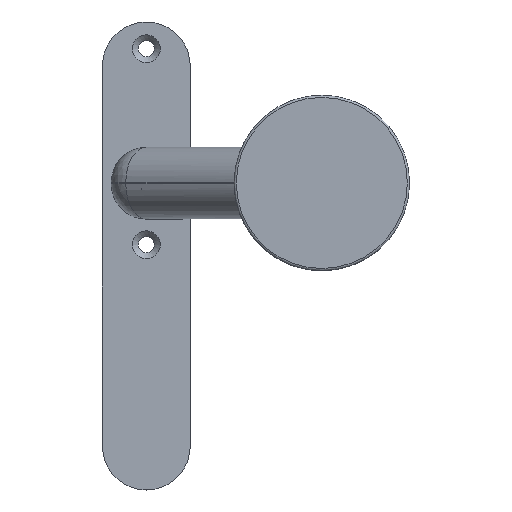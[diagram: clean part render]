
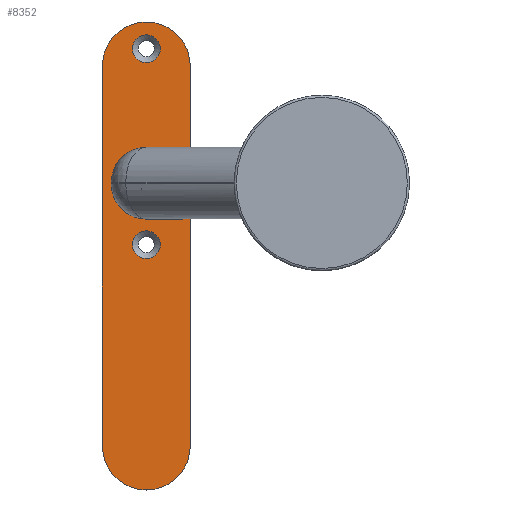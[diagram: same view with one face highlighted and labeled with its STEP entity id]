
A CAD part, top view. The second image highlights one B-rep face of the part: STEP entity #8352.
In plain terms, the highlighted planar face has unit normal (0, 0, 1).
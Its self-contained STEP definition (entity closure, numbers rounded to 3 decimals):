
#71 = EDGE_CURVE ( 'NONE', #13374, #13374, #914, .T. ) ;
#281 = CIRCLE ( 'NONE', #3910, 10.5 ) ;
#498 = LINE ( 'NONE', #5893, #12861 ) ;
#914 = CIRCLE ( 'NONE', #12179, 4.75 ) ;
#990 = FACE_BOUND ( 'NONE', #6038, .T. ) ;
#1254 = VERTEX_POINT ( 'NONE', #6568 ) ;
#1342 = CARTESIAN_POINT ( 'NONE',  ( 4.75, 70.85, 3.5 ) ) ;
#1532 = DIRECTION ( 'NONE',  ( 1., 0., 0. ) ) ;
#1542 = EDGE_CURVE ( 'NONE', #7626, #1955, #6926, .T. ) ;
#1708 = ORIENTED_EDGE ( 'NONE', *, *, #6340, .T. ) ;
#1795 = ORIENTED_EDGE ( 'NONE', *, *, #13421, .T. ) ;
#1803 = DIRECTION ( 'NONE',  ( 0., 0., 1. ) ) ;
#1840 = AXIS2_PLACEMENT_3D ( 'NONE', #13172, #1803, #9828 ) ;
#1940 = VECTOR ( 'NONE', #2854, 1000. ) ;
#1955 = VERTEX_POINT ( 'NONE', #10239 ) ;
#2351 = VERTEX_POINT ( 'NONE', #4097 ) ;
#2518 = CARTESIAN_POINT ( 'NONE',  ( 0., -65., 3.5 ) ) ;
#2553 = DIRECTION ( 'NONE',  ( 0., 1., 0. ) ) ;
#2854 = DIRECTION ( 'NONE',  ( 0., -1., 0. ) ) ;
#2861 = ORIENTED_EDGE ( 'NONE', *, *, #10326, .T. ) ;
#3068 = DIRECTION ( 'NONE',  ( 0., 0., -1. ) ) ;
#3522 = EDGE_LOOP ( 'NONE', ( #7658, #12325, #1708, #1795, #12616, #11668 ) ) ;
#3700 = CARTESIAN_POINT ( 'NONE',  ( 4.75, 3.85, 3.5 ) ) ;
#3808 = DIRECTION ( 'NONE',  ( 0., 0., 1. ) ) ;
#3821 = AXIS2_PLACEMENT_3D ( 'NONE', #7469, #3068, #7516 ) ;
#3910 = AXIS2_PLACEMENT_3D ( 'NONE', #6532, #5433, #9975 ) ;
#4020 = VERTEX_POINT ( 'NONE', #5977 ) ;
#4097 = CARTESIAN_POINT ( 'NONE',  ( 0., 80., 3.5 ) ) ;
#4701 = EDGE_LOOP ( 'NONE', ( #13774 ) ) ;
#4739 = CARTESIAN_POINT ( 'NONE',  ( 0., 65., 3.5 ) ) ;
#5052 = FACE_BOUND ( 'NONE', #4701, .T. ) ;
#5203 = VERTEX_POINT ( 'NONE', #11732 ) ;
#5433 = DIRECTION ( 'NONE',  ( 0., 0., 1. ) ) ;
#5893 = CARTESIAN_POINT ( 'NONE',  ( 15., 80., 3.5 ) ) ;
#5961 = VERTEX_POINT ( 'NONE', #1342 ) ;
#5977 = CARTESIAN_POINT ( 'NONE',  ( 10.5, 24.85, 3.5 ) ) ;
#6038 = EDGE_LOOP ( 'NONE', ( #2861 ) ) ;
#6188 = PLANE ( 'NONE',  #1840 ) ;
#6298 = ORIENTED_EDGE ( 'NONE', *, *, #71, .T. ) ;
#6340 = EDGE_CURVE ( 'NONE', #5203, #7762, #498, .T. ) ;
#6509 = CARTESIAN_POINT ( 'NONE',  ( 15., 65., 3.5 ) ) ;
#6532 = CARTESIAN_POINT ( 'NONE',  ( 0., 24.85, 3.5 ) ) ;
#6568 = CARTESIAN_POINT ( 'NONE',  ( -15., 65., 3.5 ) ) ;
#6881 = AXIS2_PLACEMENT_3D ( 'NONE', #10566, #3808, #11687 ) ;
#6926 = CIRCLE ( 'NONE', #14102, 15. ) ;
#7032 = EDGE_CURVE ( 'NONE', #1955, #5203, #7915, .T. ) ;
#7358 = FACE_BOUND ( 'NONE', #14232, .T. ) ;
#7469 = CARTESIAN_POINT ( 'NONE',  ( 0., 70.85, 3.5 ) ) ;
#7516 = DIRECTION ( 'NONE',  ( 1., 0., 0. ) ) ;
#7626 = VERTEX_POINT ( 'NONE', #10683 ) ;
#7658 = ORIENTED_EDGE ( 'NONE', *, *, #1542, .T. ) ;
#7762 = VERTEX_POINT ( 'NONE', #6509 ) ;
#7764 = CIRCLE ( 'NONE', #6881, 15. ) ;
#7915 = CIRCLE ( 'NONE', #11533, 15. ) ;
#8281 = DIRECTION ( 'NONE',  ( 0., 0., 1. ) ) ;
#8297 = CARTESIAN_POINT ( 'NONE',  ( -15., 80., 3.5 ) ) ;
#8352 = ADVANCED_FACE ( 'NONE', ( #7358, #990, #5052, #10002 ), #6188, .T. ) ;
#8430 = EDGE_CURVE ( 'NONE', #4020, #4020, #281, .T. ) ;
#8588 = CARTESIAN_POINT ( 'NONE',  ( 0., -65., 3.5 ) ) ;
#8801 = DIRECTION ( 'NONE',  ( 0., 0., 1. ) ) ;
#9088 = DIRECTION ( 'NONE',  ( 0., 0., -1. ) ) ;
#9828 = DIRECTION ( 'NONE',  ( 1., 0., 0. ) ) ;
#9975 = DIRECTION ( 'NONE',  ( 1., 0., 0. ) ) ;
#10002 = FACE_OUTER_BOUND ( 'NONE', #3522, .T. ) ;
#10221 = LINE ( 'NONE', #8297, #1940 ) ;
#10239 = CARTESIAN_POINT ( 'NONE',  ( 0., -80., 3.5 ) ) ;
#10258 = DIRECTION ( 'NONE',  ( 1., 0., 0. ) ) ;
#10326 = EDGE_CURVE ( 'NONE', #5961, #5961, #10497, .T. ) ;
#10395 = EDGE_CURVE ( 'NONE', #2351, #1254, #12613, .T. ) ;
#10497 = CIRCLE ( 'NONE', #3821, 4.75 ) ;
#10566 = CARTESIAN_POINT ( 'NONE',  ( 0., 65., 3.5 ) ) ;
#10683 = CARTESIAN_POINT ( 'NONE',  ( -15., -65., 3.5 ) ) ;
#11379 = DIRECTION ( 'NONE',  ( 0., 0., 1. ) ) ;
#11533 = AXIS2_PLACEMENT_3D ( 'NONE', #8588, #8801, #13167 ) ;
#11668 = ORIENTED_EDGE ( 'NONE', *, *, #12682, .T. ) ;
#11687 = DIRECTION ( 'NONE',  ( 1., 0., 0. ) ) ;
#11732 = CARTESIAN_POINT ( 'NONE',  ( 15., -65., 3.5 ) ) ;
#12179 = AXIS2_PLACEMENT_3D ( 'NONE', #12614, #9088, #10258 ) ;
#12325 = ORIENTED_EDGE ( 'NONE', *, *, #7032, .T. ) ;
#12428 = DIRECTION ( 'NONE',  ( 1., 0., 0. ) ) ;
#12614 = CARTESIAN_POINT ( 'NONE',  ( 0., 3.85, 3.5 ) ) ;
#12613 = CIRCLE ( 'NONE', #13666, 15. ) ;
#12616 = ORIENTED_EDGE ( 'NONE', *, *, #10395, .T. ) ;
#12682 = EDGE_CURVE ( 'NONE', #1254, #7626, #10221, .T. ) ;
#12861 = VECTOR ( 'NONE', #2553, 1000. ) ;
#13167 = DIRECTION ( 'NONE',  ( 1., 0., 0. ) ) ;
#13172 = CARTESIAN_POINT ( 'NONE',  ( 0., 0., 3.5 ) ) ;
#13374 = VERTEX_POINT ( 'NONE', #3700 ) ;
#13421 = EDGE_CURVE ( 'NONE', #7762, #2351, #7764, .T. ) ;
#13666 = AXIS2_PLACEMENT_3D ( 'NONE', #4739, #11379, #12428 ) ;
#13774 = ORIENTED_EDGE ( 'NONE', *, *, #8430, .F. ) ;
#14102 = AXIS2_PLACEMENT_3D ( 'NONE', #2518, #8281, #1532 ) ;
#14232 = EDGE_LOOP ( 'NONE', ( #6298 ) ) ;
